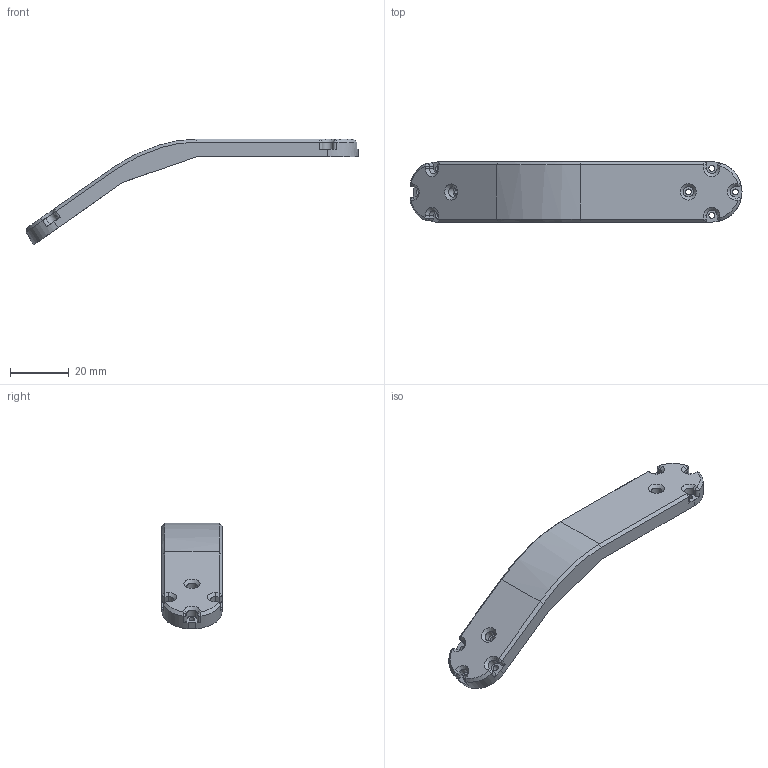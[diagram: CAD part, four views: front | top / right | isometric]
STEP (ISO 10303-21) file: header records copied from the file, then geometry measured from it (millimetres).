
FILE_DESCRIPTION(/* description */ ('','CAx-IF Rec.Pracs.---Representation and Presentation of Product Manufacturing Information (PMI)---4.0---2014-10-13'),/* implementation_level */ '2;1');
FILE_NAME(/* name */ 'neck_link.step',/* time_stamp */ '2024-12-17T23:40:22-05:00',/* author */ (''),/* organization */ (''),/* preprocessor_version */ 'ST-DEVELOPER v20',/* originating_system */ 'Autodesk Translation Framework v13.20.0.188',/* authorisation */ '');
FILE_SCHEMA (('AP242_MANAGED_MODEL_BASED_3D_ENGINEERING_MIM_LF { 1 0 10303 442 1 1 4 }'));
Length unit declared in the file: millimetre
Products named in the file (1): Panda Head Assembly
Bounding box: 112.98 x 20.5 x 35.96 mm (x, y, z)
Volume: 13743 mm3; surface area: 6760.8 mm2
Topology: 1 solids, 1 shells, 114 faces, 278 edges, 157 vertices
Faces by surface type: plane 49, cylinder 33, cone 24, bspline 8
Full cylindrical faces by diameter (mm): 2 x8, 3.5 x2, 8.3 x2
Entity records: 3565 total; most frequent: CARTESIAN_POINT 887, DIRECTION 554, ORIENTED_EDGE 534, EDGE_CURVE 267, AXIS2_PLACEMENT_3D 195, LINE 164, VECTOR 164, VERTEX_POINT 157
